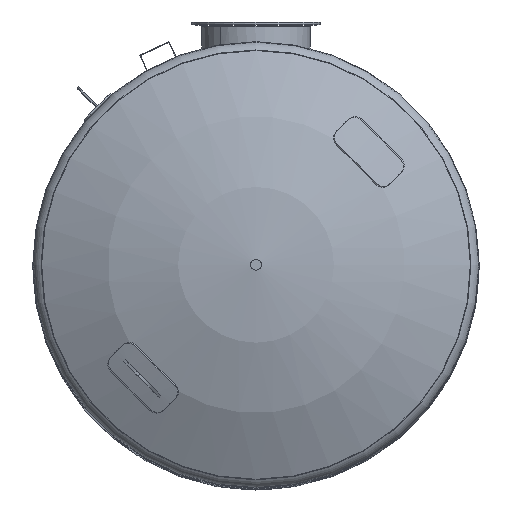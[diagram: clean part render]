
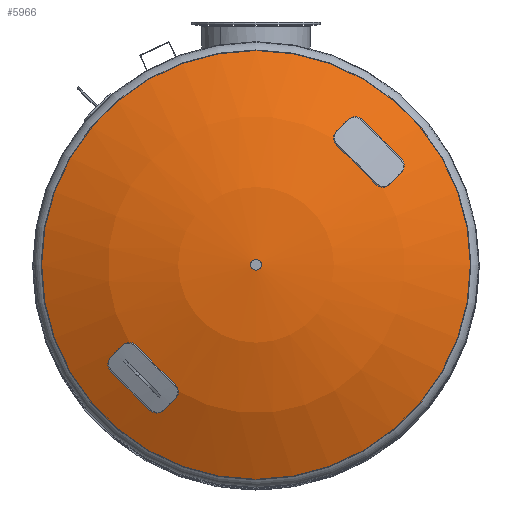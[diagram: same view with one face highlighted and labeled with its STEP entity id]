
A CAD part, top view. The second image highlights one B-rep face of the part: STEP entity #5966.
In plain terms, the highlighted spherical face has radius 2506 mm.
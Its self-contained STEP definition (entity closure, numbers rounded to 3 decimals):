
#5857=CARTESIAN_POINT('',(-30.15,0.,6317.118));
#5858=VERTEX_POINT('',#5857);
#5859=CARTESIAN_POINT('',(0.0,0.0,6317.118));
#5860=DIRECTION('',(0.0,0.0,-1.0));
#5861=DIRECTION('',(1.0,0.0,0.0));
#5862=AXIS2_PLACEMENT_3D('',#5859,#5860,#5861);
#5863=CIRCLE('',#5862,30.15);
#5864=EDGE_CURVE('',#5858,#5858,#5863,.T.);
#5947=CARTESIAN_POINT('',(0.0,0.0,3811.299));
#5948=DIRECTION('',(0.0,0.0,1.0));
#5949=DIRECTION('',(1.0,0.0,0.0));
#5950=AXIS2_PLACEMENT_3D('',#5947,#5948,#5949);
#5951=SPHERICAL_SURFACE('',#5950,2506.0);
#5952=ORIENTED_EDGE('',*,*,#5864,.T.);
#5953=EDGE_LOOP('',(#5952));
#5954=FACE_OUTER_BOUND('',#5953,.T.);
#5955=CARTESIAN_POINT('',(1203.571,0.0,6009.356));
#5956=VERTEX_POINT('',#5955);
#5957=CARTESIAN_POINT('',(0.,0.0,6009.356));
#5958=DIRECTION('',(0.0,0.0,-1.0));
#5959=DIRECTION('',(1.0,0.0,0.0));
#5960=AXIS2_PLACEMENT_3D('',#5957,#5958,#5959);
#5961=CIRCLE('',#5960,1203.571);
#5962=EDGE_CURVE('',#5956,#5956,#5961,.T.);
#5963=ORIENTED_EDGE('',*,*,#5962,.F.);
#5964=EDGE_LOOP('',(#5963));
#5965=FACE_BOUND('',#5964,.T.);
#5966=ADVANCED_FACE('',(#5954,#5965),#5951,.T.);
